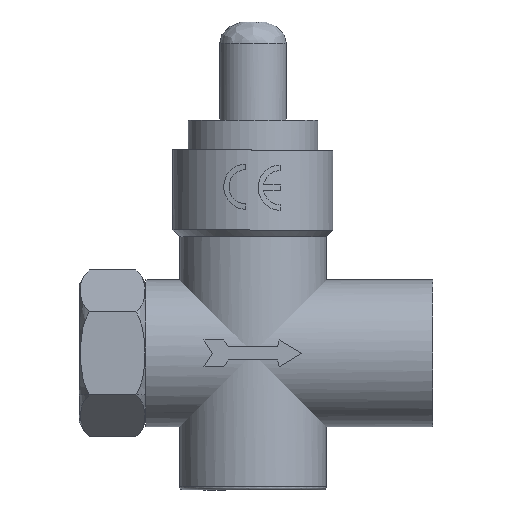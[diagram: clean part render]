
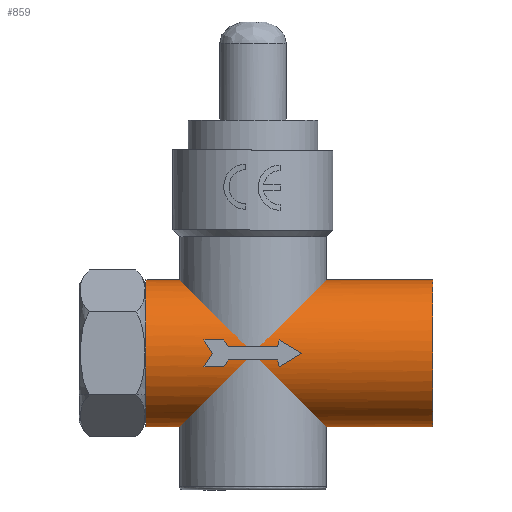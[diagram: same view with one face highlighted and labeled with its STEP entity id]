
A CAD part, front view. The second image highlights one B-rep face of the part: STEP entity #859.
In plain terms, the highlighted free-form (B-spline) face has degree [2, 1] with [5, 2] control points.
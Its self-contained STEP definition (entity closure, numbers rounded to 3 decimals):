
#859=ADVANCED_FACE('',(#1067),#6998,.T.);
#1067=FACE_OUTER_BOUND('',#1270,.T.);
#1270=EDGE_LOOP('',(#1693,#1694,#1695,#1696));
#1693=ORIENTED_EDGE('',*,*,#5754,.F.);
#1694=ORIENTED_EDGE('',*,*,#5752,.F.);
#1695=ORIENTED_EDGE('',*,*,#5759,.F.);
#1696=ORIENTED_EDGE('',*,*,#5750,.F.);
#2566=B_SPLINE_CURVE_WITH_KNOTS('',1,(#10512,#10513),.UNSPECIFIED.,.F.,
 .F.,(2,2),(0.,43.),.UNSPECIFIED.);
#2568=B_SPLINE_CURVE_WITH_KNOTS('',1,(#10523,#10524),.UNSPECIFIED.,.F.,
 .F.,(2,2),(-43.,0.),.UNSPECIFIED.);
#2583=B_SPLINE_CURVE_WITH_KNOTS('',1,(#10698,#10699),.UNSPECIFIED.,.F.,
 .F.,(2,2),(-69.115,-34.558),.UNSPECIFIED.);
#2584=B_SPLINE_CURVE_WITH_KNOTS('',1,(#10700,#10701),.UNSPECIFIED.,.F.,
 .F.,(2,2),(-43.,0.),.UNSPECIFIED.);
#2585=B_SPLINE_CURVE_WITH_KNOTS('',1,(#10702,#10703),.UNSPECIFIED.,.F.,
 .F.,(2,2),(34.558,69.115),.UNSPECIFIED.);
#2586=B_SPLINE_CURVE_WITH_KNOTS('',1,(#10704,#10705),.UNSPECIFIED.,.F.,
 .F.,(2,2),(0.,43.),.UNSPECIFIED.);
#3550=PCURVE('',#6994,#4413);
#3552=PCURVE('',#6994,#4415);
#3554=PCURVE('',#7090,#4417);
#3561=PCURVE('',#7091,#4424);
#3579=PCURVE('',#6998,#4442);
#3580=PCURVE('',#6998,#4443);
#3581=PCURVE('',#6998,#4444);
#3582=PCURVE('',#6998,#4445);
#4413=DEFINITIONAL_REPRESENTATION('',(#2566),#15947);
#4415=DEFINITIONAL_REPRESENTATION('',(#2568),#15947);
#4417=DEFINITIONAL_REPRESENTATION('',(#6273),#15947);
#4424=DEFINITIONAL_REPRESENTATION('',(#6285),#15947);
#4442=DEFINITIONAL_REPRESENTATION('',(#2583),#15947);
#4443=DEFINITIONAL_REPRESENTATION('',(#2584),#15947);
#4444=DEFINITIONAL_REPRESENTATION('',(#2585),#15947);
#4445=DEFINITIONAL_REPRESENTATION('',(#2586),#15947);
#5193=SURFACE_CURVE('',#6268,(#3550,#3582),.PCURVE_S1.);
#5195=SURFACE_CURVE('',#6270,(#3552,#3580),.PCURVE_S1.);
#5197=SURFACE_CURVE('',#6272,(#3554,#3579),.PCURVE_S1.);
#5202=SURFACE_CURVE('',#6284,(#3561,#3581),.PCURVE_S1.);
#5750=EDGE_CURVE('',#6670,#6671,#5193,.T.);
#5752=EDGE_CURVE('',#6663,#6662,#5195,.T.);
#5754=EDGE_CURVE('',#6662,#6670,#5197,.T.);
#5759=EDGE_CURVE('',#6671,#6663,#5202,.T.);
#6268=(
BOUNDED_CURVE()
B_SPLINE_CURVE(1,(#10510,#10511),.UNSPECIFIED.,.F.,.F.)
B_SPLINE_CURVE_WITH_KNOTS((2,2),(0.,43.),.UNSPECIFIED.)
CURVE()
GEOMETRIC_REPRESENTATION_ITEM()
RATIONAL_B_SPLINE_CURVE((1.,1.))
REPRESENTATION_ITEM('')
);
#6270=(
BOUNDED_CURVE()
B_SPLINE_CURVE(1,(#10521,#10522),.UNSPECIFIED.,.F.,.F.)
B_SPLINE_CURVE_WITH_KNOTS((2,2),(-43.,0.),.UNSPECIFIED.)
CURVE()
GEOMETRIC_REPRESENTATION_ITEM()
RATIONAL_B_SPLINE_CURVE((1.,1.))
REPRESENTATION_ITEM('')
);
#6272=(
BOUNDED_CURVE()
B_SPLINE_CURVE(2,(#10532,#10533,#10534,#10535,#10536),.UNSPECIFIED.,.F.,
 .F.)
B_SPLINE_CURVE_WITH_KNOTS((3,2,3),(-69.115,-51.836,
-34.558),.UNSPECIFIED.)
CURVE()
GEOMETRIC_REPRESENTATION_ITEM()
RATIONAL_B_SPLINE_CURVE((1.,0.707,1.,0.707,1.))
REPRESENTATION_ITEM('')
);
#6273=(
BOUNDED_CURVE()
B_SPLINE_CURVE(2,(#10537,#10538,#10539,#10540,#10541),.UNSPECIFIED.,.F.,
 .F.)
B_SPLINE_CURVE_WITH_KNOTS((3,2,3),(-69.115,-51.836,
-34.558),.UNSPECIFIED.)
CURVE()
GEOMETRIC_REPRESENTATION_ITEM()
RATIONAL_B_SPLINE_CURVE((1.,0.707,1.,0.707,1.))
REPRESENTATION_ITEM('')
);
#6284=(
BOUNDED_CURVE()
B_SPLINE_CURVE(2,(#10592,#10593,#10594,#10595,#10596),.UNSPECIFIED.,.F.,
 .F.)
B_SPLINE_CURVE_WITH_KNOTS((3,2,3),(34.558,51.836,69.115),
 .UNSPECIFIED.)
CURVE()
GEOMETRIC_REPRESENTATION_ITEM()
RATIONAL_B_SPLINE_CURVE((1.,0.707,1.,0.707,1.))
REPRESENTATION_ITEM('')
);
#6285=(
BOUNDED_CURVE()
B_SPLINE_CURVE(2,(#10597,#10598,#10599,#10600,#10601),.UNSPECIFIED.,.F.,
 .F.)
B_SPLINE_CURVE_WITH_KNOTS((3,2,3),(34.558,51.836,69.115),
 .UNSPECIFIED.)
CURVE()
GEOMETRIC_REPRESENTATION_ITEM()
RATIONAL_B_SPLINE_CURVE((1.,0.707,1.,0.707,1.))
REPRESENTATION_ITEM('')
);
#6662=VERTEX_POINT('',#10495);
#6663=VERTEX_POINT('',#10496);
#6670=VERTEX_POINT('',#10503);
#6671=VERTEX_POINT('',#10504);
#6994=(
BOUNDED_SURFACE()
B_SPLINE_SURFACE(2,1,((#10389,#10390),(#10391,#10392),(#10393,#10394),(#10395,
#10396),(#10397,#10398)),.UNSPECIFIED.,.F.,.F.,.F.)
B_SPLINE_SURFACE_WITH_KNOTS((3,2,3),(2,2),(0.,17.279,34.558),
(0.,43.),.UNSPECIFIED.)
GEOMETRIC_REPRESENTATION_ITEM()
RATIONAL_B_SPLINE_SURFACE(((1.,1.),(0.707,0.707),
(1.,1.),(0.707,0.707),(1.,1.)))
REPRESENTATION_ITEM('')
SURFACE()
);
#6998=(
BOUNDED_SURFACE()
B_SPLINE_SURFACE(2,1,((#10450,#10451),(#10452,#10453),(#10454,#10455),(#10456,
#10457),(#10458,#10459)),.UNSPECIFIED.,.F.,.F.,.F.)
B_SPLINE_SURFACE_WITH_KNOTS((3,2,3),(2,2),(34.558,51.836,
69.115),(0.,43.),.UNSPECIFIED.)
GEOMETRIC_REPRESENTATION_ITEM()
RATIONAL_B_SPLINE_SURFACE(((1.,1.),(0.707,0.707),
(1.,1.),(0.707,0.707),(1.,1.)))
REPRESENTATION_ITEM('')
SURFACE()
);
#7090=B_SPLINE_SURFACE_WITH_KNOTS('',1,1,((#10399,#10400),(#10401,#10402)),
 .UNSPECIFIED.,.F.,.F.,.F.,(2,2),(2,2),(-13.75,13.75),(-24.75,2.75),
 .UNSPECIFIED.);
#7091=B_SPLINE_SURFACE_WITH_KNOTS('',1,1,((#10403,#10404),(#10405,#10406)),
 .UNSPECIFIED.,.F.,.F.,.F.,(2,2),(2,2),(-24.75,2.75),(-13.75,13.75),
 .UNSPECIFIED.);
#10389=CARTESIAN_POINT('',(-23.,128.848,9.5));
#10390=CARTESIAN_POINT('',(20.,128.848,9.5));
#10391=CARTESIAN_POINT('',(-23.,139.848,9.5));
#10392=CARTESIAN_POINT('',(20.,139.848,9.5));
#10393=CARTESIAN_POINT('',(-23.,139.848,20.5));
#10394=CARTESIAN_POINT('',(20.,139.848,20.5));
#10395=CARTESIAN_POINT('',(-23.,139.848,31.5));
#10396=CARTESIAN_POINT('',(20.,139.848,31.5));
#10397=CARTESIAN_POINT('',(-23.,128.848,31.5));
#10398=CARTESIAN_POINT('',(20.,128.848,31.5));
#10399=CARTESIAN_POINT('',(-23.,115.098,34.25));
#10400=CARTESIAN_POINT('',(-23.,115.098,6.75));
#10401=CARTESIAN_POINT('',(-23.,142.598,34.25));
#10402=CARTESIAN_POINT('',(-23.,142.598,6.75));
#10403=CARTESIAN_POINT('',(20.,115.098,34.25));
#10404=CARTESIAN_POINT('',(20.,142.598,34.25));
#10405=CARTESIAN_POINT('',(20.,115.098,6.75));
#10406=CARTESIAN_POINT('',(20.,142.598,6.75));
#10450=CARTESIAN_POINT('',(-23.,128.848,31.5));
#10451=CARTESIAN_POINT('',(20.,128.848,31.5));
#10452=CARTESIAN_POINT('',(-23.,117.848,31.5));
#10453=CARTESIAN_POINT('',(20.,117.848,31.5));
#10454=CARTESIAN_POINT('',(-23.,117.848,20.5));
#10455=CARTESIAN_POINT('',(20.,117.848,20.5));
#10456=CARTESIAN_POINT('',(-23.,117.848,9.5));
#10457=CARTESIAN_POINT('',(20.,117.848,9.5));
#10458=CARTESIAN_POINT('',(-23.,128.848,9.5));
#10459=CARTESIAN_POINT('',(20.,128.848,9.5));
#10495=CARTESIAN_POINT('',(-23.,128.848,9.5));
#10496=CARTESIAN_POINT('',(20.,128.848,9.5));
#10503=CARTESIAN_POINT('',(-23.,128.848,31.5));
#10504=CARTESIAN_POINT('',(20.,128.848,31.5));
#10510=CARTESIAN_POINT('',(-23.,128.848,31.5));
#10511=CARTESIAN_POINT('',(20.,128.848,31.5));
#10512=CARTESIAN_POINT('',(34.558,0.));
#10513=CARTESIAN_POINT('',(34.558,43.));
#10521=CARTESIAN_POINT('',(20.,128.848,9.5));
#10522=CARTESIAN_POINT('',(-23.,128.848,9.5));
#10523=CARTESIAN_POINT('',(0.,43.));
#10524=CARTESIAN_POINT('',(0.,0.));
#10532=CARTESIAN_POINT('',(-23.,128.848,9.5));
#10533=CARTESIAN_POINT('',(-23.,117.848,9.5));
#10534=CARTESIAN_POINT('',(-23.,117.848,20.5));
#10535=CARTESIAN_POINT('',(-23.,117.848,31.5));
#10536=CARTESIAN_POINT('',(-23.,128.848,31.5));
#10537=CARTESIAN_POINT('',(0.,0.));
#10538=CARTESIAN_POINT('',(-11.,0.));
#10539=CARTESIAN_POINT('',(-11.,-11.));
#10540=CARTESIAN_POINT('',(-11.,-22.));
#10541=CARTESIAN_POINT('',(0.,-22.));
#10592=CARTESIAN_POINT('',(20.,128.848,31.5));
#10593=CARTESIAN_POINT('',(20.,117.848,31.5));
#10594=CARTESIAN_POINT('',(20.,117.848,20.5));
#10595=CARTESIAN_POINT('',(20.,117.848,9.5));
#10596=CARTESIAN_POINT('',(20.,128.848,9.5));
#10597=CARTESIAN_POINT('',(-22.,0.));
#10598=CARTESIAN_POINT('',(-22.,-11.));
#10599=CARTESIAN_POINT('',(-11.,-11.));
#10600=CARTESIAN_POINT('',(0.,-11.));
#10601=CARTESIAN_POINT('',(0.,0.));
#10698=CARTESIAN_POINT('',(69.115,0.));
#10699=CARTESIAN_POINT('',(34.558,0.));
#10700=CARTESIAN_POINT('',(69.115,43.));
#10701=CARTESIAN_POINT('',(69.115,0.));
#10702=CARTESIAN_POINT('',(34.558,43.));
#10703=CARTESIAN_POINT('',(69.115,43.));
#10704=CARTESIAN_POINT('',(34.558,0.));
#10705=CARTESIAN_POINT('',(34.558,43.));
#15947=(
GEOMETRIC_REPRESENTATION_CONTEXT(2)
PARAMETRIC_REPRESENTATION_CONTEXT()
REPRESENTATION_CONTEXT('pspace','')
);
